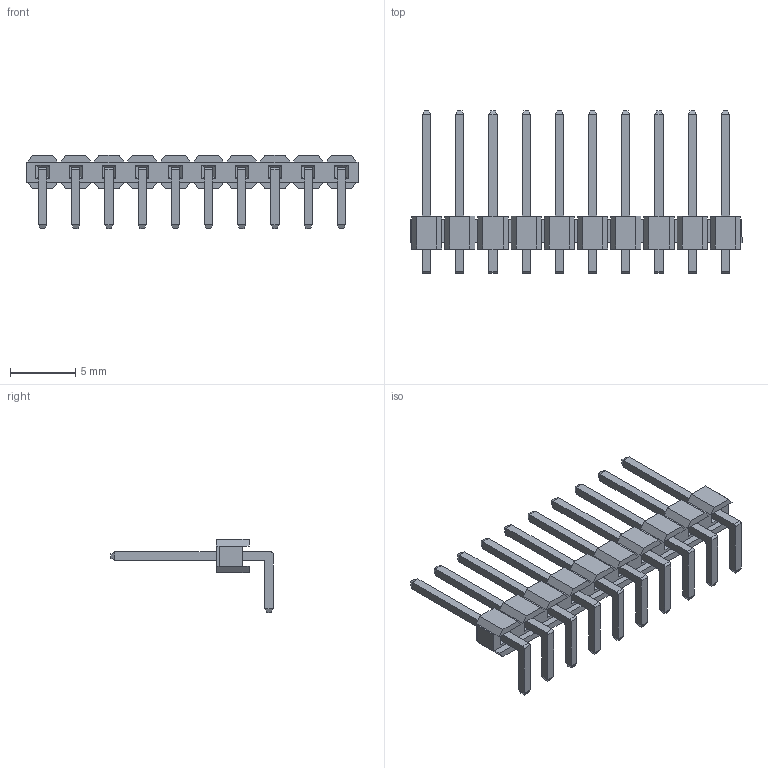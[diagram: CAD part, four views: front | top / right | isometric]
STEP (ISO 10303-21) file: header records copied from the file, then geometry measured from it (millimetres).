
FILE_DESCRIPTION (( 'STEP AP203' ), '1' );
FILE_NAME ('_ _ _C010SGAN-M71RC.STEP', '2017-07-28T05:51:46', ( 'LUANN HERRING' ), ( 'SULLINS' ), 'SwSTEP 2.0', 'SolidWorks 2016', '' );
FILE_SCHEMA (( 'CONFIG_CONTROL_DESIGN' ));
Length unit declared in the file: inch
Products named in the file (2): _ _ _C010SGAN-M71RC
Bounding box: 25.4 x 12.42 x 5.59 mm (x, y, z)
Volume: 183.1 mm3; surface area: 760.3 mm2
Topology: 11 solids, 11 shells, 426 faces, 1012 edges, 608 vertices
Faces by surface type: plane 406, cylinder 20
Entity records: 11973 total; most frequent: CARTESIAN_POINT 2048, ORIENTED_EDGE 2024, DIRECTION 1908, EDGE_CURVE 1012, VECTOR 972, LINE 972, VERTEX_POINT 608, AXIS2_PLACEMENT_3D 468
